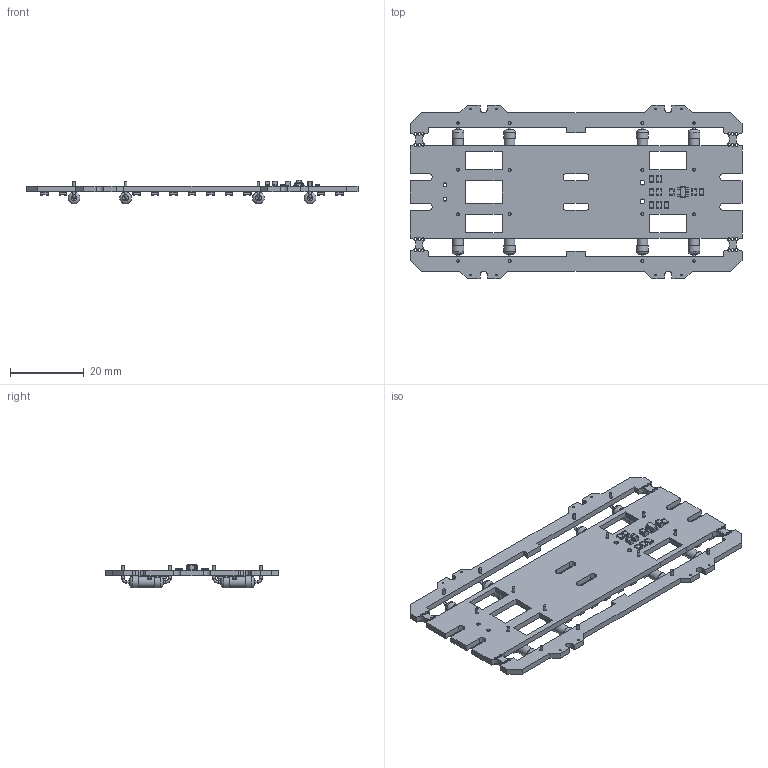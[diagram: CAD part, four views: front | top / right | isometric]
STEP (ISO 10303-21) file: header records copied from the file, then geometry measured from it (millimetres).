
FILE_DESCRIPTION(('KiCad electronic assembly'),'2;1');
FILE_NAME('OpenHO_Engine_10.step','2020-02-10T16:45:06',('An Author'),( 'A Company'),'Open CASCADE STEP processor 6.9', 'KiCad to STEP converter','Unknown');
FILE_SCHEMA(('AUTOMOTIVE_DESIGN { 1 0 10303 214 1 1 1 1 }'));
Length unit declared in the file: millimetre
Products named in the file (14): Open CASCADE STEP translator 6.9 1; R_0805_2012Metric; SOLID; R_Axial_DIN0309_L9.0mm_D3.2mm_P12.70mm_Horizontal; D_0805_2012Metric; D_SOD-123; C_0805_2012Metric; SOT-23-5; COMPOUND
Assembly tree (78 placements, depth 3):
  Open CASCADE STEP translator 6.9 1
    R_0805_2012Metric  x28
      SOLID
    R_Axial_DIN0309_L9.0mm_D3.2mm_P12.70mm_Horizontal  x8
      SOLID
    D_0805_2012Metric  x22
      SOLID
    D_SOD-123  x8
      SOLID
    C_0805_2012Metric  x4
      SOLID
    SOT-23-5
      SOLID
    COMPOUND
Bounding box: 90 x 47 x 6.45 mm (x, y, z)
Volume: 5064.9 mm3; surface area: 8755.4 mm2
Topology: 72 solids, 72 shells, 2673 faces, 6885 edges, 4426 vertices
Faces by surface type: plane 1596, cylinder 808, bspline 237, torus 32
Full cylindrical faces by diameter (mm): 0.5 x8, 0.7 x56, 0.8 x16, 1 x2, 1.3 x2, 2.88 x8, 3.2 x16
Entity records: 35600 total; most frequent: CARTESIAN_POINT 7543, DIRECTION 4739, LINE 3045, VECTOR 3045, ORIENTED_EDGE 2568, PCURVE 2568, DEFINITIONAL_REPRESENTATION 2568, EDGE_CURVE 1284
